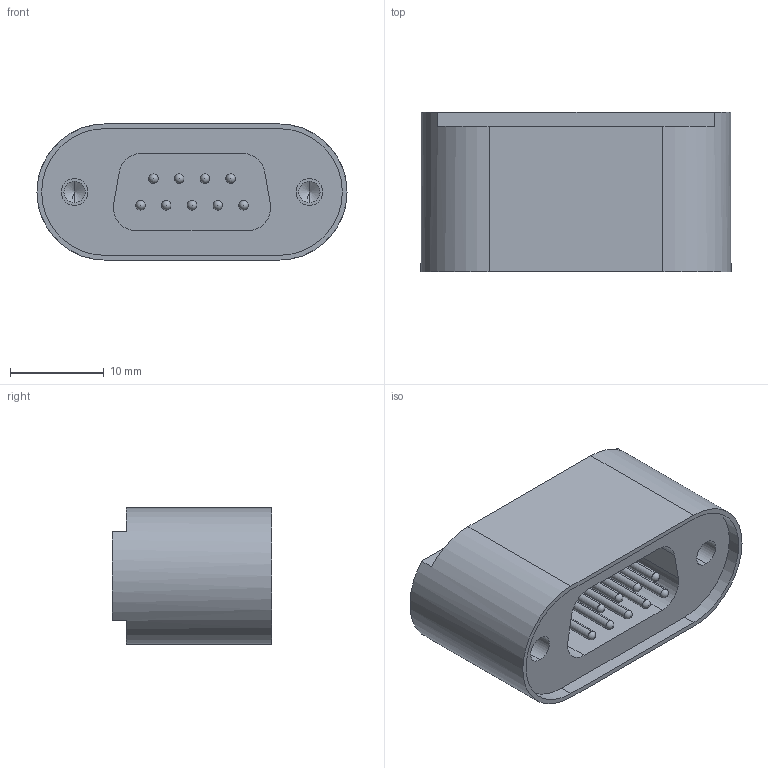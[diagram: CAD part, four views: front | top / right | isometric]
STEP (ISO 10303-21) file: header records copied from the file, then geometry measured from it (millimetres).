
FILE_DESCRIPTION (( 'STEP AP214' ), '1' );
FILE_NAME ('218-D09-SS.STEP', '2014-05-14T11:34:06', ( 'allectra' ), ( 'Microsoft' ), 'SwSTEP 2.0', 'SolidWorks 2013', '' );
FILE_SCHEMA (( 'AUTOMOTIVE_DESIGN' ));
Length unit declared in the file: millimetre
Products named in the file (3): 9210-PIN-FENI; 9218-D9-37-SS_9 pin 1mm; 218-D09-SS
Assembly tree (10 placements, depth 2):
  218-D09-SS
    9218-D9-37-SS_9 pin 1mm
    9210-PIN-FENI  x9
Bounding box: 33 x 17 x 14.5 mm (x, y, z)
Volume: 4923.7 mm3; surface area: 3654.7 mm2
Topology: 10 solids, 10 shells, 115 faces, 310 edges, 200 vertices
Faces by surface type: cylinder 64, plane 25, sphere 18, cone 8
Entity records: 2672 total; most frequent: DIRECTION 492, CARTESIAN_POINT 428, ORIENTED_EDGE 400, EDGE_CURVE 200, AXIS2_PLACEMENT_3D 196, VERTEX_POINT 132, EDGE_LOOP 112, VECTOR 100
